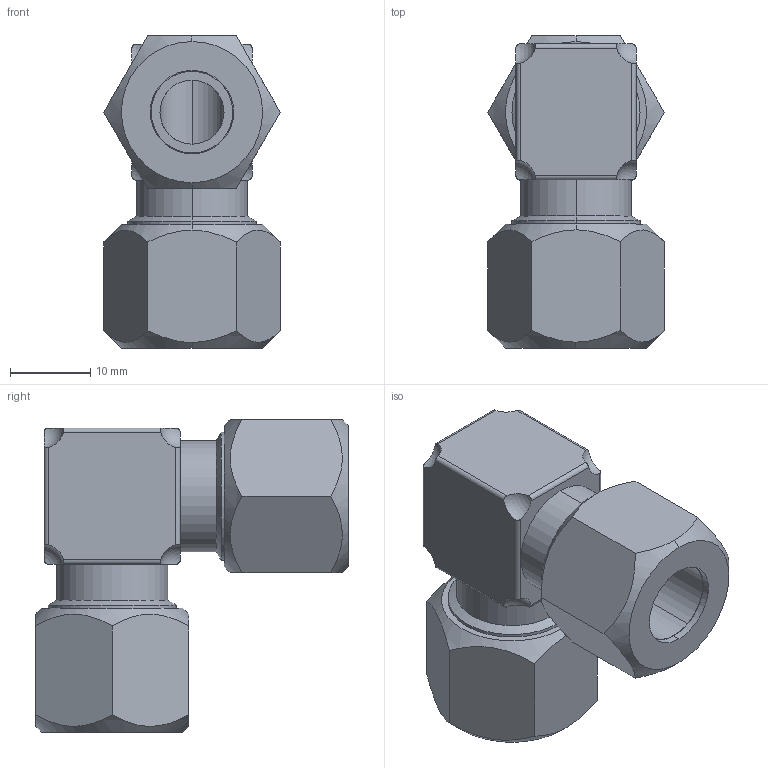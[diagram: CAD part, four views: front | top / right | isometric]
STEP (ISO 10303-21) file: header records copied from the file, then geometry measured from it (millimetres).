
FILE_DESCRIPTION (( 'STEP AP203' ), '1' );
FILE_NAME ('11-1323-04_outokumpu.step', '2015-08-10T08:32:16', ( '' ), ( '' ), 'SwSTEP 2.0', 'SolidWorks 2008', '' );
FILE_SCHEMA (( 'CONFIG_CONTROL_DESIGN' ));
Length unit declared in the file: millimetre
Products named in the file (4): nipple-13-666-240_outokumpu_nipple-13-666-240_outokumpu; bite-ring-13-111-004_outokumpu_bite-ring-13-111-004_outokumpu; nut-13-222-004_outokumpu_nut-13-222-004_outokumpu; 11-1323-04_outokumpu
Assembly tree (5 placements, depth 2):
  11-1323-04_outokumpu
    nut-13-222-004_outokumpu_nut-13-222-004_outokumpu  x2
    nipple-13-666-240_outokumpu_nipple-13-666-240_outokumpu
    bite-ring-13-111-004_outokumpu_bite-ring-13-111-004_outokumpu  x2
Bounding box: 22.05 x 39.05 x 39.05 mm (x, y, z)
Volume: 10635.1 mm3; surface area: 9311.6 mm2
Topology: 5 solids, 5 shells, 119 faces, 278 edges, 173 vertices
Faces by surface type: cylinder 48, cone 32, plane 31, sphere 8
Entity records: 3238 total; most frequent: CARTESIAN_POINT 722, DIRECTION 448, ORIENTED_EDGE 420, EDGE_CURVE 210, AXIS2_PLACEMENT_3D 185, VERTEX_POINT 131, EDGE_LOOP 99, ADVANCED_FACE 89
